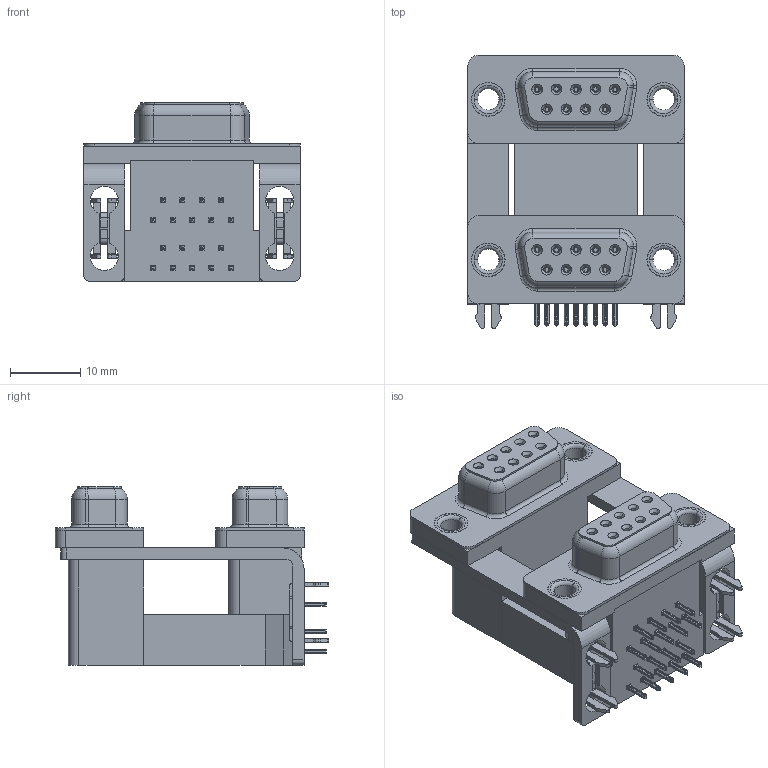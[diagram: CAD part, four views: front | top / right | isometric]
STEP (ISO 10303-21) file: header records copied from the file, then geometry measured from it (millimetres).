
FILE_DESCRIPTION (( 'STEP AP203' ), '1' );
FILE_NAME ('662-009-264-030.STEP', '2022-06-16T19:35:33', ( '' ), ( '' ), 'SwSTEP 2.0', 'SolidWorks 2020', '' );
FILE_SCHEMA (( 'CONFIG_CONTROL_DESIGN' ));
Length unit declared in the file: millimetre
Products named in the file (12): 662 2 Prong Board Lock_3; 662 Housing Lower_09 Contacts; 662 Thru Hole Rivet; 662 Shell_09 Contacts; 662 Housing Upper_09 Contacts H; 662 Contact Bottom Upper_H; 662-009-264-030; 662 Mounting Bracket_2ProngH; 662 Contact Top Lower; 662 Housing Spacer_09 Contacts H; 662 Contact Bottom Lower; 662 Contact Top Upper_H
Assembly tree (31 placements, depth 2):
  662-009-264-030
    662 Housing Lower_09 Contacts
    662 Housing Spacer_09 Contacts H
    662 Housing Upper_09 Contacts H
    662 Shell_09 Contacts  x2
    662 Contact Bottom Lower  x4
    662 Contact Top Lower  x5
    662 Contact Bottom Upper_H  x4
    662 Contact Top Upper_H  x5
    662 Mounting Bracket_2ProngH  x2
    662 2 Prong Board Lock_3  x2
    662 Thru Hole Rivet  x4
Bounding box: 30.81 x 38.91 x 25.4 mm (x, y, z)
Volume: 11821.5 mm3; surface area: 13922.7 mm2
Topology: 31 solids, 31 shells, 3178 faces, 8330 edges, 5248 vertices
Faces by surface type: plane 1476, cylinder 810, bspline 616, cone 216, torus 60
Entity records: 42124 total; most frequent: CARTESIAN_POINT 13162, ORIENTED_EDGE 5924, DIRECTION 5112, EDGE_CURVE 2962, VECTOR 1920, LINE 1920, VERTEX_POINT 1890, AXIS2_PLACEMENT_3D 1596
